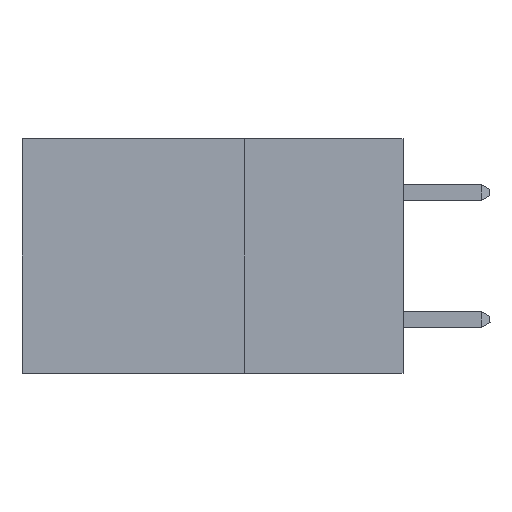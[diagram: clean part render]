
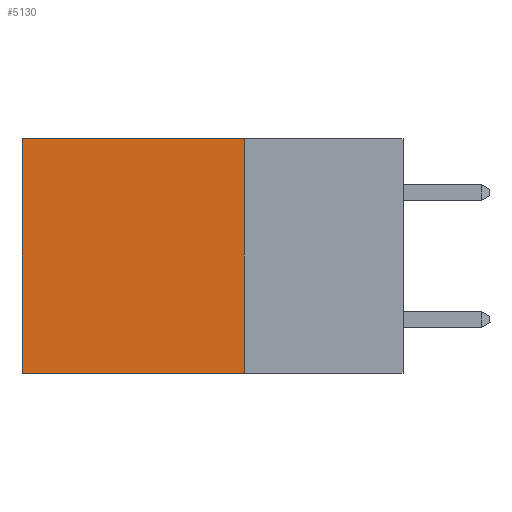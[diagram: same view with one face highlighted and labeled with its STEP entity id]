
A CAD part, left-side view. The second image highlights one B-rep face of the part: STEP entity #5130.
In plain terms, the highlighted planar face has unit normal (-1, 0, 0).
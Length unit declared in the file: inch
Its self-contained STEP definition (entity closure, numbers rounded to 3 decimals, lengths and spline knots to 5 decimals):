
#126 = VERTEX_POINT ( 'NONE', #3452 ) ;
#979 = VERTEX_POINT ( 'NONE', #24795 ) ;
#1020 = LINE ( 'NONE', #24768, #7539 ) ;
#1277 = VECTOR ( 'NONE', #1469, 39.37008 ) ;
#1469 = DIRECTION ( 'NONE',  ( 0., 1., 0. ) ) ;
#2707 = EDGE_CURVE ( 'NONE', #126, #16430, #11932, .T. ) ;
#2911 = PLANE ( 'NONE',  #18492 ) ;
#3120 = VECTOR ( 'NONE', #23591, 39.37008 ) ;
#3123 = EDGE_LOOP ( 'NONE', ( #25403, #17905, #19186, #14990 ) ) ;
#3452 = CARTESIAN_POINT ( 'NONE',  ( 0.2875, 0.25, 0. ) ) ;
#3612 = VERTEX_POINT ( 'NONE', #22485 ) ;
#4987 = CARTESIAN_POINT ( 'NONE',  ( 0.2875, 0.25, -0.37 ) ) ;
#5130 = ADVANCED_FACE ( 'NONE', ( #17190 ), #2911, .F. ) ;
#7539 = VECTOR ( 'NONE', #23892, 39.37008 ) ;
#7928 = LINE ( 'NONE', #15873, #21242 ) ;
#10810 = DIRECTION ( 'NONE',  ( 0., 0., -1. ) ) ;
#11932 = LINE ( 'NONE', #19955, #3120 ) ;
#12727 = CARTESIAN_POINT ( 'NONE',  ( 0.2875, 0.6, 0. ) ) ;
#12910 = DIRECTION ( 'NONE',  ( 1., 0., 0. ) ) ;
#14284 = EDGE_CURVE ( 'NONE', #3612, #979, #23017, .T. ) ;
#14577 = EDGE_CURVE ( 'NONE', #126, #3612, #1020, .T. ) ;
#14990 = ORIENTED_EDGE ( 'NONE', *, *, #2707, .T. ) ;
#15873 = CARTESIAN_POINT ( 'NONE',  ( 0.2875, 0.6, 0. ) ) ;
#16430 = VERTEX_POINT ( 'NONE', #12727 ) ;
#17190 = FACE_OUTER_BOUND ( 'NONE', #3123, .T. ) ;
#17905 = ORIENTED_EDGE ( 'NONE', *, *, #14284, .F. ) ;
#18145 = EDGE_CURVE ( 'NONE', #16430, #979, #7928, .T. ) ;
#18492 = AXIS2_PLACEMENT_3D ( 'NONE', #25074, #12910, #10810 ) ;
#19186 = ORIENTED_EDGE ( 'NONE', *, *, #14577, .F. ) ;
#19340 = DIRECTION ( 'NONE',  ( 0., 0., -1. ) ) ;
#19955 = CARTESIAN_POINT ( 'NONE',  ( 0.2875, 0.25, 0. ) ) ;
#21242 = VECTOR ( 'NONE', #19340, 39.37008 ) ;
#22485 = CARTESIAN_POINT ( 'NONE',  ( 0.2875, 0.25, -0.37 ) ) ;
#23017 = LINE ( 'NONE', #4987, #1277 ) ;
#23591 = DIRECTION ( 'NONE',  ( 0., 1., 0. ) ) ;
#23892 = DIRECTION ( 'NONE',  ( 0., 0., -1. ) ) ;
#24768 = CARTESIAN_POINT ( 'NONE',  ( 0.2875, 0.25, 0. ) ) ;
#24795 = CARTESIAN_POINT ( 'NONE',  ( 0.2875, 0.6, -0.37 ) ) ;
#25074 = CARTESIAN_POINT ( 'NONE',  ( 0.2875, 0.25, 0. ) ) ;
#25403 = ORIENTED_EDGE ( 'NONE', *, *, #18145, .T. ) ;
